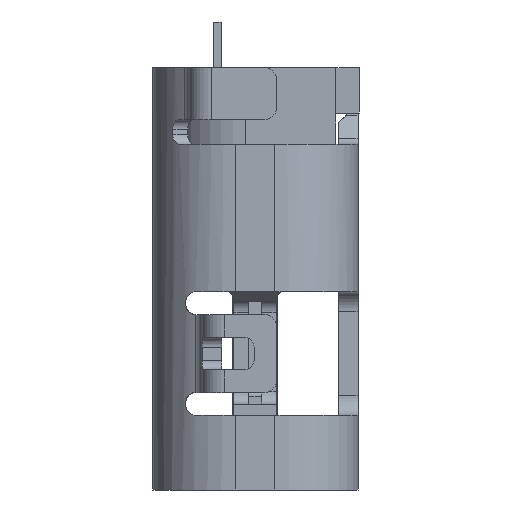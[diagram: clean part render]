
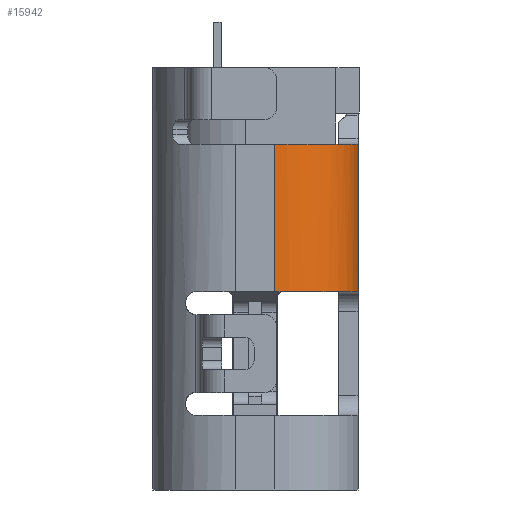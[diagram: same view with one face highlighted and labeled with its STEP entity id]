
A CAD part, left-side view. The second image highlights one B-rep face of the part: STEP entity #15942.
In plain terms, the highlighted cylindrical face has radius 1.28 mm (diameter 2.56 mm), a partial arc.
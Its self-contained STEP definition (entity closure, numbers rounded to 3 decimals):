
#4009=DIRECTION('',(0.,0.,1.));
#4010=VECTOR('',#4009,2.27);
#4011=CARTESIAN_POINT('',(-3.19,-1.585,-7.658));
#4012=LINE('',#4011,#4010);
#4263=CARTESIAN_POINT('',(-3.19,-0.305,-5.388));
#4264=DIRECTION('',(0.,0.,-1.));
#4265=DIRECTION('',(0.,-1.,0.));
#4266=AXIS2_PLACEMENT_3D('',#4263,#4264,#4265);
#4268=CARTESIAN_POINT('',(-3.19,-0.305,-5.388));
#4269=DIRECTION('',(0.,0.,-1.));
#4270=DIRECTION('',(-0.746,-0.666,0.));
#4271=AXIS2_PLACEMENT_3D('',#4268,#4269,#4270);
#4296=CARTESIAN_POINT('',(-3.19,-0.305,-5.388));
#4297=DIRECTION('',(0.,0.,-1.));
#4298=DIRECTION('',(-0.679,-0.734,0.));
#4299=AXIS2_PLACEMENT_3D('',#4296,#4297,#4298);
#4319=DIRECTION('',(0.,0.,1.));
#4320=VECTOR('',#4319,2.27);
#4321=CARTESIAN_POINT('',(-4.47,-0.305,-7.658));
#4322=LINE('',#4321,#4320);
#4332=CARTESIAN_POINT('',(-3.19,-0.305,-7.658));
#4333=DIRECTION('',(0.,0.,1.));
#4334=DIRECTION('',(-1.,0.,0.));
#4335=AXIS2_PLACEMENT_3D('',#4332,#4333,#4334);
#9050=CARTESIAN_POINT('',(-4.47,-0.305,-5.388));
#9052=VERTEX_POINT('',#9050);
#9244=CARTESIAN_POINT('',(-4.47,-0.305,-7.658));
#9245=VERTEX_POINT('',#9244);
#9246=CARTESIAN_POINT('',(-3.19,-1.585,-7.658));
#9247=VERTEX_POINT('',#9246);
#9266=CARTESIAN_POINT('',(-3.19,-1.585,-5.388));
#9267=VERTEX_POINT('',#9266);
#9788=CARTESIAN_POINT('',(-4.059,-1.245,
-5.388));
#9790=VERTEX_POINT('',#9788);
#9936=CARTESIAN_POINT('',(-4.145,-1.157,
-5.388));
#9937=VERTEX_POINT('',#9936);
#15927=CARTESIAN_POINT('',(-3.19,-0.305,-5.342));
#15928=DIRECTION('',(0.,0.,-1.));
#15929=DIRECTION('',(-1.,0.,0.));
#15930=AXIS2_PLACEMENT_3D('',#15927,#15928,#15929);
#15931=CYLINDRICAL_SURFACE('',#15930,1.28);
#15932=ORIENTED_EDGE('',*,*,#15905,.F.);
#15933=ORIENTED_EDGE('',*,*,#15854,.F.);
#15934=ORIENTED_EDGE('',*,*,#15584,.F.);
#15936=ORIENTED_EDGE('',*,*,#15935,.F.);
#15938=ORIENTED_EDGE('',*,*,#15937,.T.);
#15939=ORIENTED_EDGE('',*,*,#15866,.F.);
#15940=EDGE_LOOP('',(#15932,#15933,#15934,#15936,#15938,#15939));
#15941=FACE_OUTER_BOUND('',#15940,.F.);
#15942=ADVANCED_FACE('',(#15941),#15931,.T.);
#4267=CIRCLE('',#4266,1.28);
#4272=CIRCLE('',#4271,1.28);
#4300=CIRCLE('',#4299,1.28);
#4336=CIRCLE('',#4335,1.28);
#15584=EDGE_CURVE('',#9247,#9267,#4012,.T.);
#15854=EDGE_CURVE('',#9267,#9790,#4267,.T.);
#15866=EDGE_CURVE('',#9937,#9052,#4272,.T.);
#15905=EDGE_CURVE('',#9790,#9937,#4300,.T.);
#15935=EDGE_CURVE('',#9245,#9247,#4336,.T.);
#15937=EDGE_CURVE('',#9245,#9052,#4322,.T.);
